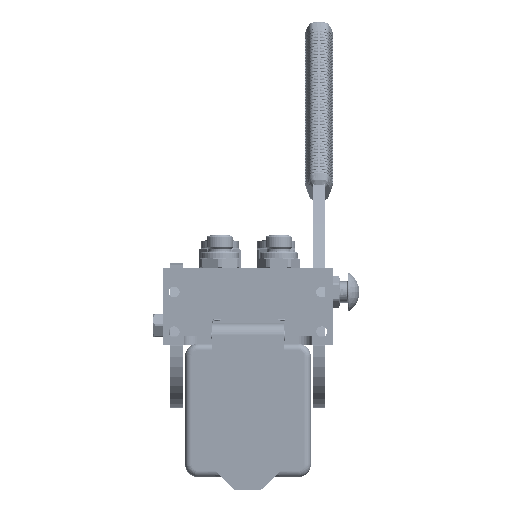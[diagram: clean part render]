
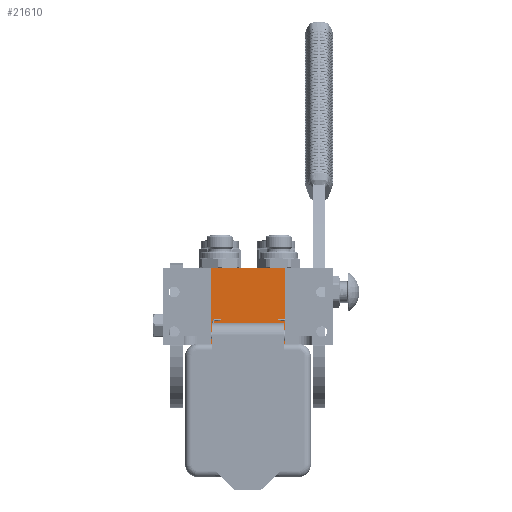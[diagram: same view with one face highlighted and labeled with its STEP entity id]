
A CAD part, left-side view. The second image highlights one B-rep face of the part: STEP entity #21610.
In plain terms, the highlighted face is planar.
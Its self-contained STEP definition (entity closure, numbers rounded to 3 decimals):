
#5226 = VERTEX_POINT ( 'NONE', #20737 ) ;
#9050 = ORIENTED_EDGE ( 'NONE', *, *, #121938, .F. ) ;
#13890 = VERTEX_POINT ( 'NONE', #112404 ) ;
#14203 = PLANE ( 'NONE',  #74048 ) ;
#15249 = DIRECTION ( 'NONE',  ( -1., 0., 0. ) ) ;
#17479 = EDGE_CURVE ( 'NONE', #13890, #141937, #22303, .T. ) ;
#20737 = CARTESIAN_POINT ( 'NONE',  ( -29., 60.2, -107.5 ) ) ;
#21610 = ADVANCED_FACE ( 'NONE', ( #121695 ), #14203, .T. ) ;
#22303 = LINE ( 'NONE', #120206, #176765 ) ;
#26280 = LINE ( 'NONE', #114648, #40175 ) ;
#33690 = EDGE_CURVE ( 'NONE', #141937, #5226, #150374, .T. ) ;
#40175 = VECTOR ( 'NONE', #142400, 1000. ) ;
#57337 = CARTESIAN_POINT ( 'NONE',  ( -29., 0., -107.5 ) ) ;
#57466 = CARTESIAN_POINT ( 'NONE',  ( 29., 60.2, -107.5 ) ) ;
#59860 = CARTESIAN_POINT ( 'NONE',  ( 29., 0., -107.5 ) ) ;
#61536 = EDGE_LOOP ( 'NONE', ( #76409, #9050, #93903, #158546 ) ) ;
#74048 = AXIS2_PLACEMENT_3D ( 'NONE', #59860, #117243, #103028 ) ;
#76329 = CARTESIAN_POINT ( 'NONE',  ( -29., 0., -107.5 ) ) ;
#76409 = ORIENTED_EDGE ( 'NONE', *, *, #33690, .T. ) ;
#90759 = CARTESIAN_POINT ( 'NONE',  ( 29., 60.2, -107.5 ) ) ;
#92022 = DIRECTION ( 'NONE',  ( -1., 0., 0. ) ) ;
#93903 = ORIENTED_EDGE ( 'NONE', *, *, #152453, .F. ) ;
#95306 = VECTOR ( 'NONE', #92022, 1000. ) ;
#103028 = DIRECTION ( 'NONE',  ( -1., 0., 0. ) ) ;
#111175 = VECTOR ( 'NONE', #117858, 1000. ) ;
#112404 = CARTESIAN_POINT ( 'NONE',  ( 29., 0., -107.5 ) ) ;
#114648 = CARTESIAN_POINT ( 'NONE',  ( 29., 0., -107.5 ) ) ;
#117243 = DIRECTION ( 'NONE',  ( 0., 0., -1. ) ) ;
#117858 = DIRECTION ( 'NONE',  ( 0., 1., 0. ) ) ;
#120206 = CARTESIAN_POINT ( 'NONE',  ( 29., 0., -107.5 ) ) ;
#121695 = FACE_OUTER_BOUND ( 'NONE', #61536, .T. ) ;
#121938 = EDGE_CURVE ( 'NONE', #140034, #5226, #134463, .T. ) ;
#134463 = LINE ( 'NONE', #90759, #95306 ) ;
#140034 = VERTEX_POINT ( 'NONE', #57466 ) ;
#141937 = VERTEX_POINT ( 'NONE', #76329 ) ;
#142400 = DIRECTION ( 'NONE',  ( 0., 1., 0. ) ) ;
#150374 = LINE ( 'NONE', #57337, #111175 ) ;
#152453 = EDGE_CURVE ( 'NONE', #13890, #140034, #26280, .T. ) ;
#158546 = ORIENTED_EDGE ( 'NONE', *, *, #17479, .T. ) ;
#176765 = VECTOR ( 'NONE', #15249, 1000. ) ;
